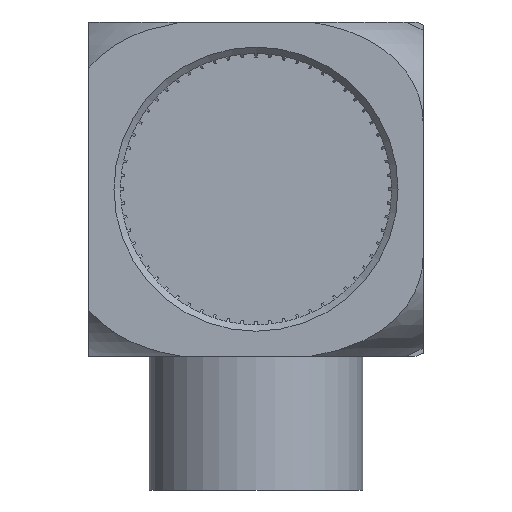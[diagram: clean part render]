
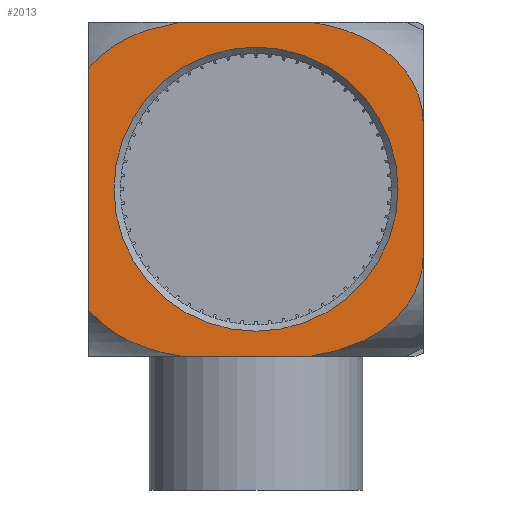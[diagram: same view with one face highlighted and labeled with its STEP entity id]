
A CAD part, left-side view. The second image highlights one B-rep face of the part: STEP entity #2013.
In plain terms, the highlighted planar face has unit normal (-1, 0, 0).
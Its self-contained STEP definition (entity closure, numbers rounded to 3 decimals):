
#2013 = ADVANCED_FACE( '', ( #4215, #4216 ), #4217, .T. );
#4215 = FACE_BOUND( '', #6571, .T. );
#4216 = FACE_OUTER_BOUND( '', #6572, .T. );
#4217 = PLANE( '', #6573 );
#6571 = EDGE_LOOP( '', ( #12993 ) );
#6572 = EDGE_LOOP( '', ( #12994, #12995, #12996, #12997, #12998, #12999, #13000, #13001 ) );
#6573 = AXIS2_PLACEMENT_3D( '', #13002, #13003, #13004 );
#12993 = ORIENTED_EDGE( '', *, *, #14887, .T. );
#12994 = ORIENTED_EDGE( '', *, *, #14291, .F. );
#12995 = ORIENTED_EDGE( '', *, *, #15268, .T. );
#12996 = ORIENTED_EDGE( '', *, *, #15893, .F. );
#12997 = ORIENTED_EDGE( '', *, *, #16805, .T. );
#12998 = ORIENTED_EDGE( '', *, *, #16874, .T. );
#12999 = ORIENTED_EDGE( '', *, *, #16875, .T. );
#13000 = ORIENTED_EDGE( '', *, *, #14480, .T. );
#13001 = ORIENTED_EDGE( '', *, *, #14575, .T. );
#13002 = CARTESIAN_POINT( '', ( -2.52, -2.5, 5. ) );
#13003 = DIRECTION( '', ( -1., 0., 0. ) );
#13004 = DIRECTION( '', ( 0., 0., 1. ) );
#14291 = EDGE_CURVE( '', #17195, #17196, #17197, .T. );
#14480 = EDGE_CURVE( '', #17534, #17532, #17535, .T. );
#14575 = EDGE_CURVE( '', #17532, #17196, #17702, .T. );
#14887 = EDGE_CURVE( '', #18273, #18273, #18274, .F. );
#15268 = EDGE_CURVE( '', #17195, #18912, #18913, .T. );
#15893 = EDGE_CURVE( '', #19851, #18912, #19852, .T. );
#16805 = EDGE_CURVE( '', #19851, #21056, #21057, .T. );
#16874 = EDGE_CURVE( '', #21056, #21130, #21131, .T. );
#16875 = EDGE_CURVE( '', #21130, #17534, #21132, .T. );
#17195 = VERTEX_POINT( '', #21553 );
#17196 = VERTEX_POINT( '', #21554 );
#17197 = LINE( '', #21555, #21556 );
#17532 = VERTEX_POINT( '', #22028 );
#17534 = VERTEX_POINT( '', #22037 );
#17535 = LINE( '', #22038, #22039 );
#17702 = B_SPLINE_CURVE_WITH_KNOTS( '', 3, ( #22286, #22287, #22288, #22289, #22290, #22291 ), .UNSPECIFIED., .F., .F., ( 4, 2, 4 ), ( 0.011, 0.012, 0.013 ), .UNSPECIFIED. );
#18273 = VERTEX_POINT( '', #23108 );
#18274 = CIRCLE( '', #23109, 2.125 );
#18912 = VERTEX_POINT( '', #24152 );
#18913 = B_SPLINE_CURVE_WITH_KNOTS( '', 3, ( #24153, #24154, #24155, #24156, #24157, #24158, #24159, #24160, #24161, #24162, #24163, #24164, #24165, #24166 ), .UNSPECIFIED., .F., .F., ( 4, 2, 2, 2, 2, 2, 4 ), ( 0.001, 0.001, 0.002, 0.002, 0.002, 0.003, 0.003 ), .UNSPECIFIED. );
#19851 = VERTEX_POINT( '', #25741 );
#19852 = LINE( '', #25742, #25743 );
#21056 = VERTEX_POINT( '', #27488 );
#21057 = B_SPLINE_CURVE_WITH_KNOTS( '', 3, ( #27489, #27490, #27491, #27492, #27493, #27494, #27495, #27496, #27497, #27498, #27499, #27500 ), .UNSPECIFIED., .F., .F., ( 4, 2, 2, 2, 2, 4 ), ( 0.01, 0.011, 0.011, 0.012, 0.012, 0.013 ), .UNSPECIFIED. );
#21130 = VERTEX_POINT( '', #27650 );
#21131 = LINE( '', #27651, #27652 );
#21132 = B_SPLINE_CURVE_WITH_KNOTS( '', 3, ( #27653, #27654, #27655, #27656, #27657, #27658, #27659, #27660 ), .UNSPECIFIED., .F., .F., ( 4, 2, 2, 4 ), ( 0.001, 0.002, 0.002, 0.003 ), .UNSPECIFIED. );
#21553 = CARTESIAN_POINT( '', ( -2.52, -0.816, 0. ) );
#21554 = CARTESIAN_POINT( '', ( -2.52, 1.114, 0. ) );
#21555 = CARTESIAN_POINT( '', ( -2.52, -2.5, 0. ) );
#21556 = VECTOR( '', #27982, 1000. );
#22028 = CARTESIAN_POINT( '', ( -2.52, 2.5, 0.689 ) );
#22037 = CARTESIAN_POINT( '', ( -2.52, 2.5, 4.311 ) );
#22038 = CARTESIAN_POINT( '', ( -2.52, 2.5, 5. ) );
#22039 = VECTOR( '', #28216, 1000. );
#22286 = CARTESIAN_POINT( '', ( -2.52, 2.5, 0.689 ) );
#22287 = CARTESIAN_POINT( '', ( -2.52, 2.333, 0.484 ) );
#22288 = CARTESIAN_POINT( '', ( -2.52, 2.109, 0.327 ) );
#22289 = CARTESIAN_POINT( '', ( -2.52, 1.632, 0.108 ) );
#22290 = CARTESIAN_POINT( '', ( -2.52, 1.373, 0.041 ) );
#22291 = CARTESIAN_POINT( '', ( -2.52, 1.114, 0. ) );
#23108 = CARTESIAN_POINT( '', ( -2.52, 0., 4.625 ) );
#23109 = AXIS2_PLACEMENT_3D( '', #28833, #28834, #28835 );
#24152 = CARTESIAN_POINT( '', ( -2.52, -2.5, 1.5 ) );
#24153 = CARTESIAN_POINT( '', ( -2.52, -0.816, 0. ) );
#24154 = CARTESIAN_POINT( '', ( -2.52, -1.017, 0.032 ) );
#24155 = CARTESIAN_POINT( '', ( -2.52, -1.218, 0.079 ) );
#24156 = CARTESIAN_POINT( '', ( -2.52, -1.508, 0.186 ) );
#24157 = CARTESIAN_POINT( '', ( -2.52, -1.601, 0.228 ) );
#24158 = CARTESIAN_POINT( '', ( -2.52, -1.782, 0.325 ) );
#24159 = CARTESIAN_POINT( '', ( -2.52, -1.87, 0.381 ) );
#24160 = CARTESIAN_POINT( '', ( -2.52, -2.032, 0.507 ) );
#24161 = CARTESIAN_POINT( '', ( -2.52, -2.106, 0.577 ) );
#24162 = CARTESIAN_POINT( '', ( -2.52, -2.24, 0.732 ) );
#24163 = CARTESIAN_POINT( '', ( -2.52, -2.3, 0.818 ) );
#24164 = CARTESIAN_POINT( '', ( -2.52, -2.446, 1.089 ) );
#24165 = CARTESIAN_POINT( '', ( -2.52, -2.5, 1.294 ) );
#24166 = CARTESIAN_POINT( '', ( -2.52, -2.5, 1.5 ) );
#25741 = CARTESIAN_POINT( '', ( -2.52, -2.5, 3.5 ) );
#25742 = CARTESIAN_POINT( '', ( -2.52, -2.5, 5. ) );
#25743 = VECTOR( '', #29908, 1000. );
#27488 = CARTESIAN_POINT( '', ( -2.52, -0.816, 5. ) );
#27489 = CARTESIAN_POINT( '', ( -2.52, -2.5, 3.5 ) );
#27490 = CARTESIAN_POINT( '', ( -2.52, -2.5, 3.602 ) );
#27491 = CARTESIAN_POINT( '', ( -2.52, -2.487, 3.705 ) );
#27492 = CARTESIAN_POINT( '', ( -2.52, -2.435, 3.906 ) );
#27493 = CARTESIAN_POINT( '', ( -2.52, -2.398, 4.001 ) );
#27494 = CARTESIAN_POINT( '', ( -2.52, -2.251, 4.274 ) );
#27495 = CARTESIAN_POINT( '', ( -2.52, -2.11, 4.432 ) );
#27496 = CARTESIAN_POINT( '', ( -2.52, -1.786, 4.683 ) );
#27497 = CARTESIAN_POINT( '', ( -2.52, -1.602, 4.779 ) );
#27498 = CARTESIAN_POINT( '', ( -2.52, -1.217, 4.921 ) );
#27499 = CARTESIAN_POINT( '', ( -2.52, -1.019, 4.968 ) );
#27500 = CARTESIAN_POINT( '', ( -2.52, -0.816, 5. ) );
#27650 = CARTESIAN_POINT( '', ( -2.52, 1.114, 5. ) );
#27651 = CARTESIAN_POINT( '', ( -2.52, -2.5, 5. ) );
#27652 = VECTOR( '', #31169, 1000. );
#27653 = CARTESIAN_POINT( '', ( -2.52, 1.114, 5. ) );
#27654 = CARTESIAN_POINT( '', ( -2.52, 1.375, 4.959 ) );
#27655 = CARTESIAN_POINT( '', ( -2.52, 1.632, 4.893 ) );
#27656 = CARTESIAN_POINT( '', ( -2.52, 1.992, 4.727 ) );
#27657 = CARTESIAN_POINT( '', ( -2.52, 2.107, 4.661 ) );
#27658 = CARTESIAN_POINT( '', ( -2.52, 2.319, 4.505 ) );
#27659 = CARTESIAN_POINT( '', ( -2.52, 2.417, 4.413 ) );
#27660 = CARTESIAN_POINT( '', ( -2.52, 2.5, 4.311 ) );
#27982 = DIRECTION( '', ( 0., 1., 0. ) );
#28216 = DIRECTION( '', ( 0., 0., -1. ) );
#28833 = CARTESIAN_POINT( '', ( -2.52, 0., 2.5 ) );
#28834 = DIRECTION( '', ( -1., 0., 0. ) );
#28835 = DIRECTION( '', ( 0., 0., 1. ) );
#29908 = DIRECTION( '', ( 0., 0., -1. ) );
#31169 = DIRECTION( '', ( 0., 1., 0. ) );
